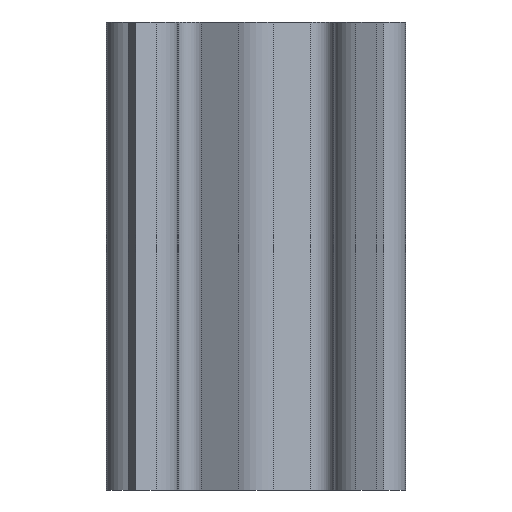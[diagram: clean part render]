
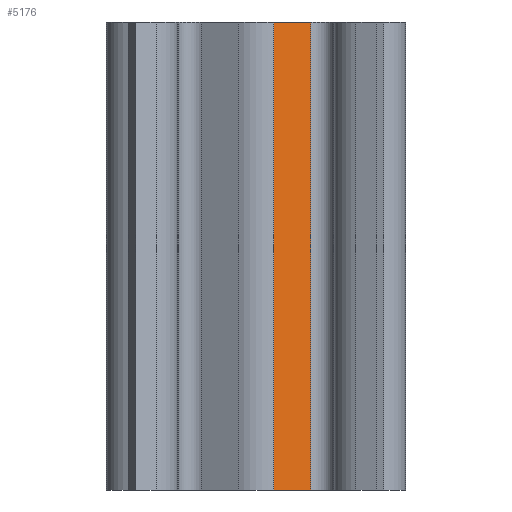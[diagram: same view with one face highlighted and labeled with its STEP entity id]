
A CAD part, front view. The second image highlights one B-rep face of the part: STEP entity #5176.
In plain terms, the highlighted planar face has unit normal (0.5, -0.866, 0).
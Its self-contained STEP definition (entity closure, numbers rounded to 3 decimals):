
#83=PLANE('',#5596);
#286=FACE_OUTER_BOUND('',#552,.T.);
#552=EDGE_LOOP('',(#3867,#3868,#3869,#3870));
#954=LINE('',#8252,#1486);
#955=LINE('',#8255,#1487);
#956=LINE('',#8257,#1488);
#957=LINE('',#8258,#1489);
#1486=VECTOR('',#6664,10.);
#1487=VECTOR('',#6667,10.);
#1488=VECTOR('',#6668,10.);
#1489=VECTOR('',#6669,10.);
#2277=VERTEX_POINT('',#8248);
#2278=VERTEX_POINT('',#8250);
#2279=VERTEX_POINT('',#8254);
#2280=VERTEX_POINT('',#8256);
#2940=EDGE_CURVE('',#2277,#2278,#954,.T.);
#2941=EDGE_CURVE('',#2279,#2277,#955,.T.);
#2942=EDGE_CURVE('',#2280,#2278,#956,.T.);
#2943=EDGE_CURVE('',#2279,#2280,#957,.T.);
#3867=ORIENTED_EDGE('',*,*,#2941,.T.);
#3868=ORIENTED_EDGE('',*,*,#2940,.T.);
#3869=ORIENTED_EDGE('',*,*,#2942,.F.);
#3870=ORIENTED_EDGE('',*,*,#2943,.F.);
#5176=ADVANCED_FACE('',(#286),#83,.T.);
#5596=AXIS2_PLACEMENT_3D('',#8253,#6665,#6666);
#6664=DIRECTION('',(0.,0.,1.));
#6665=DIRECTION('center_axis',(0.5,-0.866,0.));
#6666=DIRECTION('ref_axis',(0.866,0.5,0.));
#6667=DIRECTION('',(0.866,0.5,0.));
#6668=DIRECTION('',(0.866,0.5,0.));
#6669=DIRECTION('',(0.,0.,1.));
#8248=CARTESIAN_POINT('',(-0.639,126.02,0.));
#8250=CARTESIAN_POINT('',(-0.639,126.02,36.));
#8252=CARTESIAN_POINT('',(-0.639,126.02,0.));
#8253=CARTESIAN_POINT('Origin',(-3.489,124.374,0.));
#8254=CARTESIAN_POINT('',(-3.489,124.374,0.));
#8255=CARTESIAN_POINT('',(-3.489,124.374,0.));
#8256=CARTESIAN_POINT('',(-3.489,124.374,36.));
#8257=CARTESIAN_POINT('',(-3.489,124.374,36.));
#8258=CARTESIAN_POINT('',(-3.489,124.374,0.));
